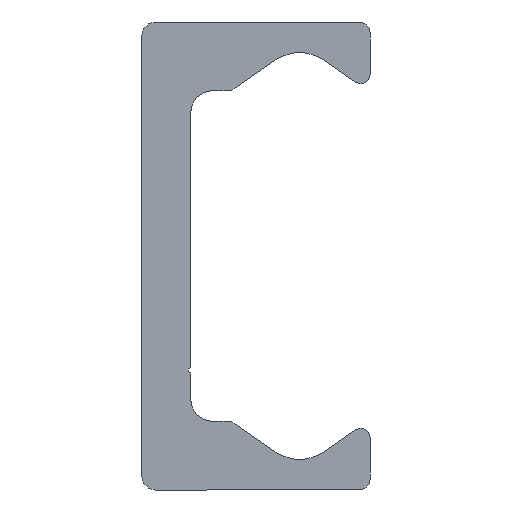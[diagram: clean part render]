
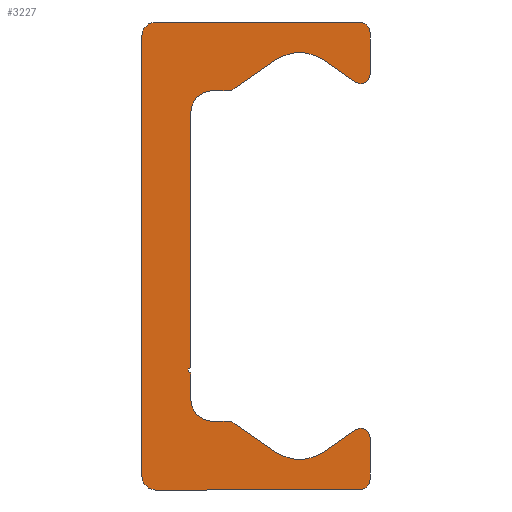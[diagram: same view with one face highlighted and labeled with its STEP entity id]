
A CAD part, left-side view. The second image highlights one B-rep face of the part: STEP entity #3227.
In plain terms, the highlighted planar face has unit normal (-1, 0, 0).
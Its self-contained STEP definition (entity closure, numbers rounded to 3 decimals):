
#2192=CARTESIAN_POINT('',(0.0,9.25,-21.5));
#2193=VERTEX_POINT('',#2192);
#2200=CARTESIAN_POINT('',(0.0,10.5,-20.25));
#2201=VERTEX_POINT('',#2200);
#2202=CARTESIAN_POINT('',(0.0,9.25,-20.25));
#2203=DIRECTION('',(1.0,0.0,0.0));
#2204=DIRECTION('',(0.0,0.0,-1.0));
#2205=AXIS2_PLACEMENT_3D('',#2202,#2203,#2204);
#2206=CIRCLE('',#2205,1.25);
#2207=EDGE_CURVE('',#2193,#2201,#2206,.T.);
#2231=CARTESIAN_POINT('',(0.0,-9.5,-21.5));
#2232=VERTEX_POINT('',#2231);
#2239=CARTESIAN_POINT('',(0.0,-9.5,-21.5));
#2240=DIRECTION('',(0.0,1.0,0.0));
#2241=VECTOR('',#2240,18.75);
#2242=LINE('',#2239,#2241);
#2243=EDGE_CURVE('',#2232,#2193,#2242,.T.);
#2263=CARTESIAN_POINT('',(0.0,-10.5,-20.5));
#2264=VERTEX_POINT('',#2263);
#2271=CARTESIAN_POINT('',(0.0,-9.5,-20.5));
#2272=DIRECTION('',(1.0,0.0,0.0));
#2273=DIRECTION('',(0.0,-1.0,0.0));
#2274=AXIS2_PLACEMENT_3D('',#2271,#2272,#2273);
#2275=CIRCLE('',#2274,1.0);
#2276=EDGE_CURVE('',#2264,#2232,#2275,.T.);
#2295=CARTESIAN_POINT('',(0.0,-10.5,-16.65));
#2296=VERTEX_POINT('',#2295);
#2303=CARTESIAN_POINT('',(0.0,-10.5,-16.65));
#2304=DIRECTION('',(0.0,0.0,-1.0));
#2305=VECTOR('',#2304,3.85);
#2306=LINE('',#2303,#2305);
#2307=EDGE_CURVE('',#2296,#2264,#2306,.T.);
#2327=CARTESIAN_POINT('',(0.0,-9.162,-15.954));
#2328=VERTEX_POINT('',#2327);
#2335=CARTESIAN_POINT('',(0.0,-9.65,-16.65));
#2336=DIRECTION('',(1.0,0.0,0.0));
#2337=DIRECTION('',(0.0,0.574,0.819));
#2338=AXIS2_PLACEMENT_3D('',#2335,#2336,#2337);
#2339=CIRCLE('',#2338,0.85);
#2340=EDGE_CURVE('',#2328,#2296,#2339,.T.);
#2359=CARTESIAN_POINT('',(0.0,-6.294,-17.962));
#2360=VERTEX_POINT('',#2359);
#2367=CARTESIAN_POINT('',(0.0,-6.294,-17.962));
#2368=DIRECTION('',(0.0,-0.819,0.574));
#2369=VECTOR('',#2368,3.501);
#2370=LINE('',#2367,#2369);
#2371=EDGE_CURVE('',#2360,#2328,#2370,.T.);
#2391=CARTESIAN_POINT('',(0.0,-1.706,-17.962));
#2392=VERTEX_POINT('',#2391);
#2399=CARTESIAN_POINT('',(0.0,-4.,-14.685));
#2400=DIRECTION('',(-1.0,0.0,0.0));
#2401=DIRECTION('',(0.0,0.574,0.819));
#2402=AXIS2_PLACEMENT_3D('',#2399,#2400,#2401);
#2403=CIRCLE('',#2402,4.0);
#2404=EDGE_CURVE('',#2392,#2360,#2403,.T.);
#2423=CARTESIAN_POINT('',(0.0,1.981,-15.381));
#2424=VERTEX_POINT('',#2423);
#2431=CARTESIAN_POINT('',(0.0,1.981,-15.381));
#2432=DIRECTION('',(0.0,-0.819,-0.574));
#2433=VECTOR('',#2432,4.5);
#2434=LINE('',#2431,#2433);
#2435=EDGE_CURVE('',#2424,#2392,#2434,.T.);
#2455=CARTESIAN_POINT('',(0.0,2.554,-15.2));
#2456=VERTEX_POINT('',#2455);
#2463=CARTESIAN_POINT('',(0.0,2.554,-16.2));
#2464=DIRECTION('',(1.0,0.0,0.0));
#2465=DIRECTION('',(0.0,0.0,1.0));
#2466=AXIS2_PLACEMENT_3D('',#2463,#2464,#2465);
#2467=CIRCLE('',#2466,1.);
#2468=EDGE_CURVE('',#2456,#2424,#2467,.T.);
#2487=CARTESIAN_POINT('',(0.0,4.0,-15.2));
#2488=VERTEX_POINT('',#2487);
#2495=CARTESIAN_POINT('',(0.0,4.0,-15.2));
#2496=DIRECTION('',(0.0,-1.0,0.0));
#2497=VECTOR('',#2496,1.446);
#2498=LINE('',#2495,#2497);
#2499=EDGE_CURVE('',#2488,#2456,#2498,.T.);
#2519=CARTESIAN_POINT('',(0.0,6.,-13.2));
#2520=VERTEX_POINT('',#2519);
#2527=CARTESIAN_POINT('',(0.0,4.,-13.2));
#2528=DIRECTION('',(-1.0,0.0,0.0));
#2529=DIRECTION('',(0.0,0.0,1.0));
#2530=AXIS2_PLACEMENT_3D('',#2527,#2528,#2529);
#2531=CIRCLE('',#2530,2.0);
#2532=EDGE_CURVE('',#2520,#2488,#2531,.T.);
#2551=CARTESIAN_POINT('',(0.0,6.,-10.75));
#2552=VERTEX_POINT('',#2551);
#2559=CARTESIAN_POINT('',(0.0,6.,-10.75));
#2560=DIRECTION('',(0.0,0.0,-1.0));
#2561=VECTOR('',#2560,2.45);
#2562=LINE('',#2559,#2561);
#2563=EDGE_CURVE('',#2552,#2520,#2562,.T.);
#2583=CARTESIAN_POINT('',(0.0,6.,-10.25));
#2584=VERTEX_POINT('',#2583);
#2591=CARTESIAN_POINT('',(0.0,6.,-10.5));
#2592=DIRECTION('',(-1.0,0.0,0.0));
#2593=DIRECTION('',(0.0,0.0,1.0));
#2594=AXIS2_PLACEMENT_3D('',#2591,#2592,#2593);
#2595=CIRCLE('',#2594,0.25);
#2596=EDGE_CURVE('',#2584,#2552,#2595,.T.);
#2615=CARTESIAN_POINT('',(0.0,6.,13.2));
#2616=VERTEX_POINT('',#2615);
#2623=CARTESIAN_POINT('',(0.0,6.,13.2));
#2624=DIRECTION('',(0.0,0.0,-1.0));
#2625=VECTOR('',#2624,23.45);
#2626=LINE('',#2623,#2625);
#2627=EDGE_CURVE('',#2616,#2584,#2626,.T.);
#2740=CARTESIAN_POINT('',(0.0,4.0,15.2));
#2741=VERTEX_POINT('',#2740);
#2748=CARTESIAN_POINT('',(0.0,4.,13.2));
#2749=DIRECTION('',(-1.0,0.0,0.0));
#2750=DIRECTION('',(0.0,-1.0,0.0));
#2751=AXIS2_PLACEMENT_3D('',#2748,#2749,#2750);
#2752=CIRCLE('',#2751,2.0);
#2753=EDGE_CURVE('',#2741,#2616,#2752,.T.);
#2772=CARTESIAN_POINT('',(0.0,2.554,15.2));
#2773=VERTEX_POINT('',#2772);
#2780=CARTESIAN_POINT('',(0.0,2.554,15.2));
#2781=DIRECTION('',(0.0,1.0,0.0));
#2782=VECTOR('',#2781,1.446);
#2783=LINE('',#2780,#2782);
#2784=EDGE_CURVE('',#2773,#2741,#2783,.T.);
#2804=CARTESIAN_POINT('',(0.0,1.981,15.381));
#2805=VERTEX_POINT('',#2804);
#2812=CARTESIAN_POINT('',(0.0,2.554,16.2));
#2813=DIRECTION('',(1.0,0.0,0.0));
#2814=DIRECTION('',(0.0,-0.574,-0.819));
#2815=AXIS2_PLACEMENT_3D('',#2812,#2813,#2814);
#2816=CIRCLE('',#2815,1.);
#2817=EDGE_CURVE('',#2805,#2773,#2816,.T.);
#2836=CARTESIAN_POINT('',(0.0,-1.706,17.962));
#2837=VERTEX_POINT('',#2836);
#2844=CARTESIAN_POINT('',(0.0,-1.706,17.962));
#2845=DIRECTION('',(0.0,0.819,-0.574));
#2846=VECTOR('',#2845,4.5);
#2847=LINE('',#2844,#2846);
#2848=EDGE_CURVE('',#2837,#2805,#2847,.T.);
#2868=CARTESIAN_POINT('',(0.0,-6.294,17.962));
#2869=VERTEX_POINT('',#2868);
#2876=CARTESIAN_POINT('',(0.0,-4.,14.685));
#2877=DIRECTION('',(-1.0,0.0,0.0));
#2878=DIRECTION('',(0.0,-0.574,-0.819));
#2879=AXIS2_PLACEMENT_3D('',#2876,#2877,#2878);
#2880=CIRCLE('',#2879,4.0);
#2881=EDGE_CURVE('',#2869,#2837,#2880,.T.);
#2900=CARTESIAN_POINT('',(0.0,-9.162,15.954));
#2901=VERTEX_POINT('',#2900);
#2908=CARTESIAN_POINT('',(0.0,-9.162,15.954));
#2909=DIRECTION('',(0.0,0.819,0.574));
#2910=VECTOR('',#2909,3.501);
#2911=LINE('',#2908,#2910);
#2912=EDGE_CURVE('',#2901,#2869,#2911,.T.);
#2932=CARTESIAN_POINT('',(0.0,-10.5,16.65));
#2933=VERTEX_POINT('',#2932);
#2940=CARTESIAN_POINT('',(0.0,-9.65,16.65));
#2941=DIRECTION('',(1.0,0.0,0.0));
#2942=DIRECTION('',(0.0,-1.0,0.0));
#2943=AXIS2_PLACEMENT_3D('',#2940,#2941,#2942);
#2944=CIRCLE('',#2943,0.85);
#2945=EDGE_CURVE('',#2933,#2901,#2944,.T.);
#2964=CARTESIAN_POINT('',(0.0,-10.5,20.5));
#2965=VERTEX_POINT('',#2964);
#2972=CARTESIAN_POINT('',(0.0,-10.5,20.5));
#2973=DIRECTION('',(0.0,0.0,-1.0));
#2974=VECTOR('',#2973,3.85);
#2975=LINE('',#2972,#2974);
#2976=EDGE_CURVE('',#2965,#2933,#2975,.T.);
#2996=CARTESIAN_POINT('',(0.0,-9.5,21.5));
#2997=VERTEX_POINT('',#2996);
#3004=CARTESIAN_POINT('',(0.0,-9.5,20.5));
#3005=DIRECTION('',(1.0,0.0,0.0));
#3006=DIRECTION('',(0.0,0.0,1.0));
#3007=AXIS2_PLACEMENT_3D('',#3004,#3005,#3006);
#3008=CIRCLE('',#3007,1.0);
#3009=EDGE_CURVE('',#2997,#2965,#3008,.T.);
#3028=CARTESIAN_POINT('',(0.0,9.25,21.5));
#3029=VERTEX_POINT('',#3028);
#3036=CARTESIAN_POINT('',(0.0,9.25,21.5));
#3037=DIRECTION('',(0.0,-1.0,0.0));
#3038=VECTOR('',#3037,18.75);
#3039=LINE('',#3036,#3038);
#3040=EDGE_CURVE('',#3029,#2997,#3039,.T.);
#3060=CARTESIAN_POINT('',(0.0,10.5,20.25));
#3061=VERTEX_POINT('',#3060);
#3068=CARTESIAN_POINT('',(0.0,9.25,20.25));
#3069=DIRECTION('',(1.0,0.0,0.0));
#3070=DIRECTION('',(0.0,1.0,0.0));
#3071=AXIS2_PLACEMENT_3D('',#3068,#3069,#3070);
#3072=CIRCLE('',#3071,1.25);
#3073=EDGE_CURVE('',#3061,#3029,#3072,.T.);
#3091=CARTESIAN_POINT('',(0.0,10.5,-20.25));
#3092=DIRECTION('',(0.0,0.0,1.0));
#3093=VECTOR('',#3092,40.5);
#3094=LINE('',#3091,#3093);
#3095=EDGE_CURVE('',#2201,#3061,#3094,.T.);
#3194=CARTESIAN_POINT('',(0.0,2.66,-0.019));
#3195=DIRECTION('',(1.0,0.0,0.0));
#3196=DIRECTION('',(0.0,0.0,-1.0));
#3197=AXIS2_PLACEMENT_3D('',#3194,#3195,#3196);
#3198=PLANE('',#3197);
#3199=ORIENTED_EDGE('',*,*,#3095,.F.);
#3200=ORIENTED_EDGE('',*,*,#2207,.F.);
#3201=ORIENTED_EDGE('',*,*,#2243,.F.);
#3202=ORIENTED_EDGE('',*,*,#2276,.F.);
#3203=ORIENTED_EDGE('',*,*,#2307,.F.);
#3204=ORIENTED_EDGE('',*,*,#2340,.F.);
#3205=ORIENTED_EDGE('',*,*,#2371,.F.);
#3206=ORIENTED_EDGE('',*,*,#2404,.F.);
#3207=ORIENTED_EDGE('',*,*,#2435,.F.);
#3208=ORIENTED_EDGE('',*,*,#2468,.F.);
#3209=ORIENTED_EDGE('',*,*,#2499,.F.);
#3210=ORIENTED_EDGE('',*,*,#2532,.F.);
#3211=ORIENTED_EDGE('',*,*,#2563,.F.);
#3212=ORIENTED_EDGE('',*,*,#2596,.F.);
#3213=ORIENTED_EDGE('',*,*,#2627,.F.);
#3214=ORIENTED_EDGE('',*,*,#2753,.F.);
#3215=ORIENTED_EDGE('',*,*,#2784,.F.);
#3216=ORIENTED_EDGE('',*,*,#2817,.F.);
#3217=ORIENTED_EDGE('',*,*,#2848,.F.);
#3218=ORIENTED_EDGE('',*,*,#2881,.F.);
#3219=ORIENTED_EDGE('',*,*,#2912,.F.);
#3220=ORIENTED_EDGE('',*,*,#2945,.F.);
#3221=ORIENTED_EDGE('',*,*,#2976,.F.);
#3222=ORIENTED_EDGE('',*,*,#3009,.F.);
#3223=ORIENTED_EDGE('',*,*,#3040,.F.);
#3224=ORIENTED_EDGE('',*,*,#3073,.F.);
#3225=EDGE_LOOP('',(#3199,#3200,#3201,#3202,#3203,#3204,#3205,#3206,#3207,#3208,#3209,#3210,#3211,#3212,#3213,#3214,#3215,#3216,#3217,#3218,#3219,#3220,#3221,#3222,#3223,#3224));
#3226=FACE_OUTER_BOUND('',#3225,.T.);
#3227=ADVANCED_FACE('',(#3226),#3198,.F.);
